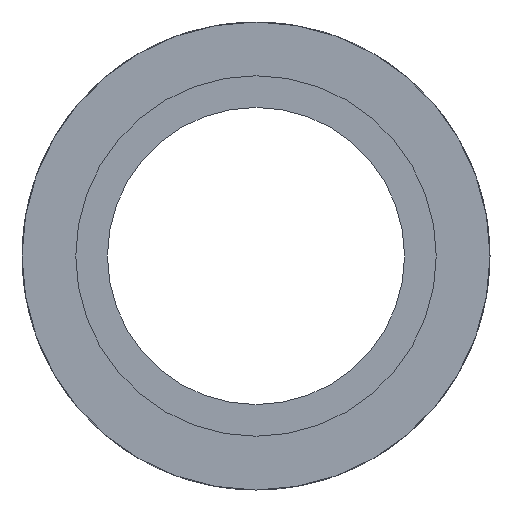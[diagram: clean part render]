
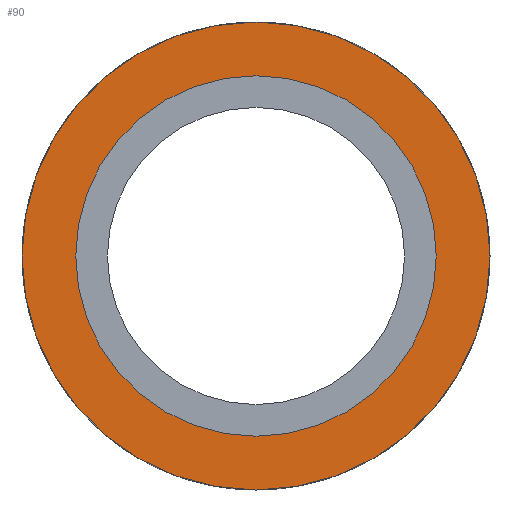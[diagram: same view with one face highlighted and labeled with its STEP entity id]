
A CAD part, left-side view. The second image highlights one B-rep face of the part: STEP entity #90.
In plain terms, the highlighted planar face has unit normal (-1, 0, 0).
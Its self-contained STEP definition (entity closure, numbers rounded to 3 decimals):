
#90 = ADVANCED_FACE( '', ( #218, #219 ), #220, .T. );
#218 = FACE_BOUND( '', #432, .T. );
#219 = FACE_OUTER_BOUND( '', #433, .T. );
#220 = PLANE( '', #434 );
#432 = EDGE_LOOP( '', ( #726 ) );
#433 = EDGE_LOOP( '', ( #727 ) );
#434 = AXIS2_PLACEMENT_3D( '', #728, #729, #730 );
#726 = ORIENTED_EDGE( '', *, *, #1309, .T. );
#727 = ORIENTED_EDGE( '', *, *, #1310, .F. );
#728 = CARTESIAN_POINT( '', ( -43.25, 18.5, 0. ) );
#729 = DIRECTION( '', ( -1., 0., 0. ) );
#730 = DIRECTION( '', ( 0., 0., 1. ) );
#1309 = EDGE_CURVE( '', #1564, #1564, #1565, .T. );
#1310 = EDGE_CURVE( '', #1566, #1566, #1567, .T. );
#1564 = VERTEX_POINT( '', #1914 );
#1565 = CIRCLE( '', #1915, 14.25 );
#1566 = VERTEX_POINT( '', #1916 );
#1567 = CIRCLE( '', #1917, 18.5 );
#1914 = CARTESIAN_POINT( '', ( -43.25, 0., -14.25 ) );
#1915 = AXIS2_PLACEMENT_3D( '', #2322, #2323, #2324 );
#1916 = CARTESIAN_POINT( '', ( -43.25, 0., -18.5 ) );
#1917 = AXIS2_PLACEMENT_3D( '', #2325, #2326, #2327 );
#2322 = CARTESIAN_POINT( '', ( -43.25, 0., 0. ) );
#2323 = DIRECTION( '', ( 1., 0., 0. ) );
#2324 = DIRECTION( '', ( 0., 0., -1. ) );
#2325 = CARTESIAN_POINT( '', ( -43.25, 0., 0. ) );
#2326 = DIRECTION( '', ( 1., 0., 0. ) );
#2327 = DIRECTION( '', ( 0., 0., -1. ) );
